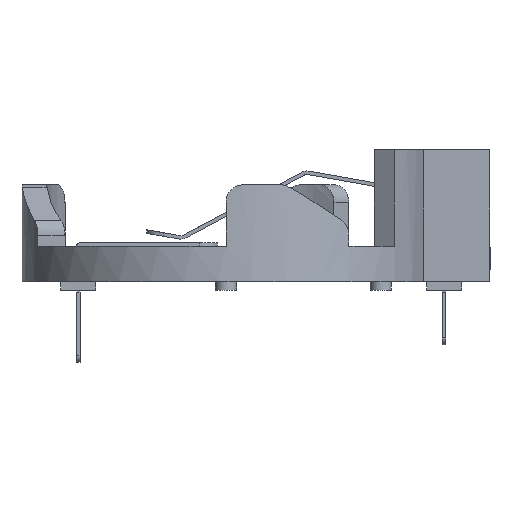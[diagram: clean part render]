
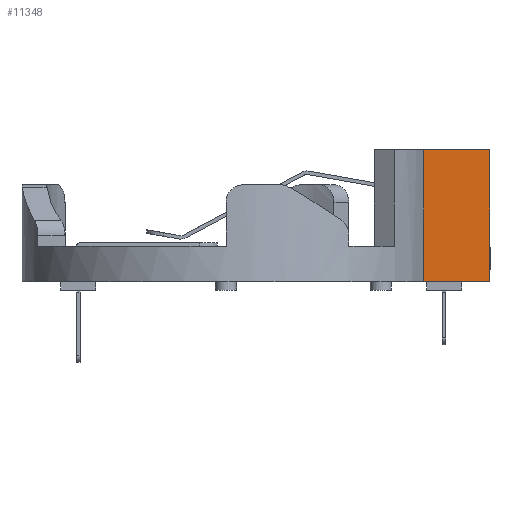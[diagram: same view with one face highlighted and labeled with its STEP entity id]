
A CAD part, front view. The second image highlights one B-rep face of the part: STEP entity #11348.
In plain terms, the highlighted planar face has unit normal (0, -1, 0).
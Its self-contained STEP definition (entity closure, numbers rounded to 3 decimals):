
#220 = LINE ( 'NONE', #9245, #906 ) ;
#389 = VECTOR ( 'NONE', #9963, 1000. ) ;
#485 = EDGE_CURVE ( 'NONE', #5506, #4927, #1827, .T. ) ;
#514 = CARTESIAN_POINT ( 'NONE',  ( 13.17, -2.875, 0. ) ) ;
#906 = VECTOR ( 'NONE', #5309, 1000. ) ;
#942 = LINE ( 'NONE', #12878, #11596 ) ;
#1365 = ORIENTED_EDGE ( 'NONE', *, *, #15863, .F. ) ;
#1827 = LINE ( 'NONE', #12599, #12779 ) ;
#2189 = DIRECTION ( 'NONE',  ( 0., 0., -1. ) ) ;
#2514 = VERTEX_POINT ( 'NONE', #3833 ) ;
#2712 = EDGE_CURVE ( 'NONE', #15918, #2514, #9858, .T. ) ;
#3605 = AXIS2_PLACEMENT_3D ( 'NONE', #13399, #15846, #9124 ) ;
#3827 = ORIENTED_EDGE ( 'NONE', *, *, #15172, .T. ) ;
#3833 = CARTESIAN_POINT ( 'NONE',  ( 13.17, -2.875, 0. ) ) ;
#4927 = VERTEX_POINT ( 'NONE', #6326 ) ;
#5309 = DIRECTION ( 'NONE',  ( 0., 0., -1. ) ) ;
#5506 = VERTEX_POINT ( 'NONE', #6076 ) ;
#5748 = ORIENTED_EDGE ( 'NONE', *, *, #485, .F. ) ;
#5804 = DIRECTION ( 'NONE',  ( 1., 0., 0. ) ) ;
#6076 = CARTESIAN_POINT ( 'NONE',  ( 9.408, -2.875, 7.5 ) ) ;
#6326 = CARTESIAN_POINT ( 'NONE',  ( 13.17, -2.875, 7.5 ) ) ;
#9124 = DIRECTION ( 'NONE',  ( 0., 0., 1. ) ) ;
#9245 = CARTESIAN_POINT ( 'NONE',  ( 13.17, -2.875, 2. ) ) ;
#9858 = LINE ( 'NONE', #514, #389 ) ;
#9963 = DIRECTION ( 'NONE',  ( 1., 0., 0. ) ) ;
#10622 = PLANE ( 'NONE',  #3605 ) ;
#10908 = ORIENTED_EDGE ( 'NONE', *, *, #2712, .T. ) ;
#11348 = ADVANCED_FACE ( 'NONE', ( #14710 ), #10622, .F. ) ;
#11596 = VECTOR ( 'NONE', #2189, 1000. ) ;
#12599 = CARTESIAN_POINT ( 'NONE',  ( 9.408, -2.875, 7.5 ) ) ;
#12779 = VECTOR ( 'NONE', #5804, 1000. ) ;
#12878 = CARTESIAN_POINT ( 'NONE',  ( 9.408, -2.875, 21.871 ) ) ;
#13399 = CARTESIAN_POINT ( 'NONE',  ( 13.17, -2.875, 2. ) ) ;
#13843 = EDGE_LOOP ( 'NONE', ( #10908, #1365, #5748, #3827 ) ) ;
#13936 = CARTESIAN_POINT ( 'NONE',  ( 9.408, -2.875, 0. ) ) ;
#14710 = FACE_OUTER_BOUND ( 'NONE', #13843, .T. ) ;
#15172 = EDGE_CURVE ( 'NONE', #5506, #15918, #942, .T. ) ;
#15846 = DIRECTION ( 'NONE',  ( 0., 1., 0. ) ) ;
#15863 = EDGE_CURVE ( 'NONE', #4927, #2514, #220, .T. ) ;
#15918 = VERTEX_POINT ( 'NONE', #13936 ) ;
